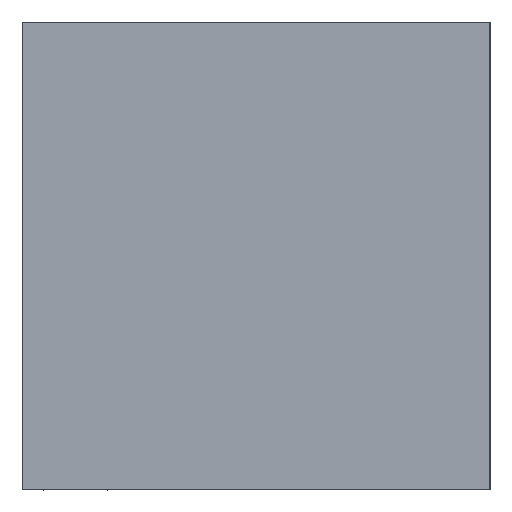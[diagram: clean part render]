
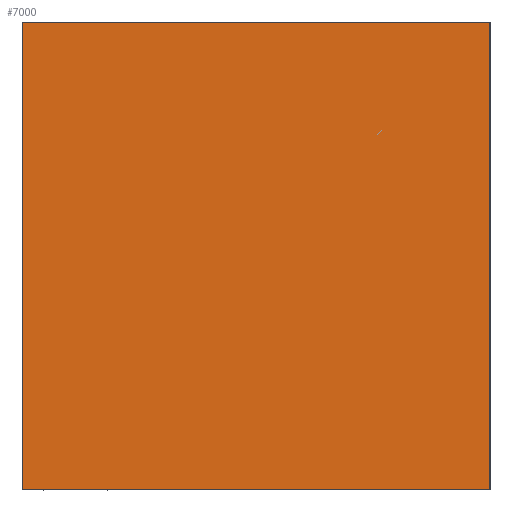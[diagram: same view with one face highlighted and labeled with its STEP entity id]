
A CAD part, left-side view. The second image highlights one B-rep face of the part: STEP entity #7000.
In plain terms, the highlighted planar face has unit normal (-1, 0, 0).
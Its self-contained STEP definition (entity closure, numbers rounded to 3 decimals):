
#811=FACE_OUTER_BOUND('',#1198,.T.);
#1198=EDGE_LOOP('',(#6097,#6098,#6099,#6100));
#1592=LINE('',#9693,#2281);
#1893=LINE('',#11951,#2582);
#1894=LINE('',#11952,#2583);
#1895=LINE('',#11953,#2584);
#2281=VECTOR('',#8026,10.);
#2582=VECTOR('',#8767,10.);
#2583=VECTOR('',#8768,10.);
#2584=VECTOR('',#8769,10.);
#2852=VERTEX_POINT('',#9686);
#2855=VERTEX_POINT('',#9691);
#3229=VERTEX_POINT('',#11949);
#3230=VERTEX_POINT('',#11950);
#3629=EDGE_CURVE('',#2855,#2852,#1592,.T.);
#4193=EDGE_CURVE('',#3229,#3230,#1893,.T.);
#4194=EDGE_CURVE('',#3230,#2852,#1894,.T.);
#4195=EDGE_CURVE('',#3229,#2855,#1895,.T.);
#6097=ORIENTED_EDGE('',*,*,#4193,.T.);
#6098=ORIENTED_EDGE('',*,*,#4194,.T.);
#6099=ORIENTED_EDGE('',*,*,#3629,.F.);
#6100=ORIENTED_EDGE('',*,*,#4195,.F.);
#6355=PLANE('',#7372);
#7000=ADVANCED_FACE('',(#811),#6355,.T.);
#7372=AXIS2_PLACEMENT_3D('',#11948,#8765,#8766);
#8026=DIRECTION('',(0.,-1.,0.));
#8765=DIRECTION('center_axis',(-1.,0.,0.));
#8766=DIRECTION('ref_axis',(0.,-1.,0.));
#8767=DIRECTION('',(0.,-1.,0.));
#8768=DIRECTION('',(0.,0.,1.));
#8769=DIRECTION('',(0.,0.,1.));
#9686=CARTESIAN_POINT('',(0.,0.,76.2));
#9691=CARTESIAN_POINT('',(0.,76.2,76.2));
#9693=CARTESIAN_POINT('',(0.,76.2,76.2));
#11948=CARTESIAN_POINT('Origin',(0.,76.2,0.));
#11949=CARTESIAN_POINT('',(0.,76.2,0.));
#11950=CARTESIAN_POINT('',(0.,0.,0.));
#11951=CARTESIAN_POINT('',(0.,76.2,0.));
#11952=CARTESIAN_POINT('',(0.,0.,0.));
#11953=CARTESIAN_POINT('',(0.,76.2,0.));
